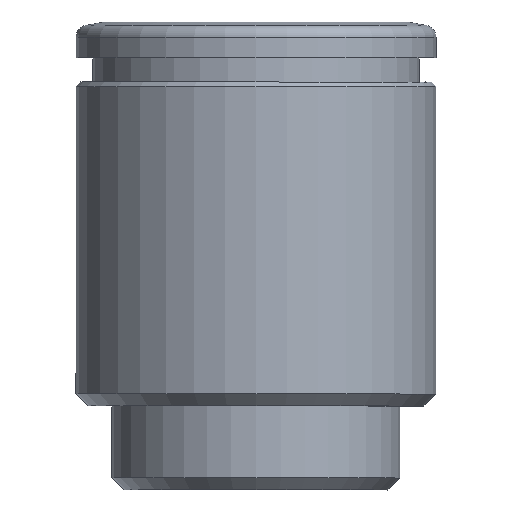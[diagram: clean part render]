
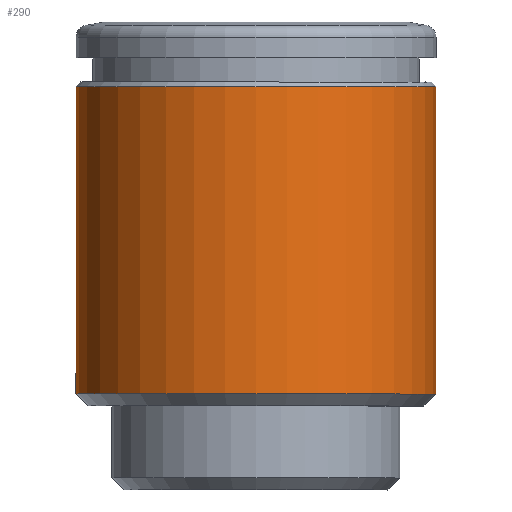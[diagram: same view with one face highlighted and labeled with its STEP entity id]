
A CAD part, front view. The second image highlights one B-rep face of the part: STEP entity #290.
In plain terms, the highlighted cylindrical face has radius 7.5 mm (diameter 15 mm), a full revolution.
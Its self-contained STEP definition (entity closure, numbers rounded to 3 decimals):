
#18=CYLINDRICAL_SURFACE('',#324,7.5);
#39=FACE_BOUND('',#96,.T.);
#65=FACE_OUTER_BOUND('',#95,.T.);
#95=EDGE_LOOP('',(#230));
#96=EDGE_LOOP('',(#231));
#147=CIRCLE('',#323,7.5);
#148=CIRCLE('',#325,7.5);
#174=VERTEX_POINT('',#493);
#175=VERTEX_POINT('',#496);
#201=EDGE_CURVE('',#174,#174,#147,.T.);
#202=EDGE_CURVE('',#175,#175,#148,.T.);
#230=ORIENTED_EDGE('',*,*,#202,.T.);
#231=ORIENTED_EDGE('',*,*,#201,.F.);
#290=ADVANCED_FACE('',(#65,#39),#18,.T.);
#323=AXIS2_PLACEMENT_3D('',#494,#384,#385);
#324=AXIS2_PLACEMENT_3D('',#495,#386,#387);
#325=AXIS2_PLACEMENT_3D('',#497,#388,#389);
#384=DIRECTION('center_axis',(0.,0.,1.));
#385=DIRECTION('ref_axis',(1.,0.,0.));
#386=DIRECTION('center_axis',(0.,0.,1.));
#387=DIRECTION('ref_axis',(1.,0.,0.));
#388=DIRECTION('center_axis',(0.,0.,1.));
#389=DIRECTION('ref_axis',(1.,0.,0.));
#493=CARTESIAN_POINT('',(19.419,12.13,22.761));
#494=CARTESIAN_POINT('Origin',(11.919,12.13,22.761));
#495=CARTESIAN_POINT('Origin',(11.919,12.13,9.961));
#496=CARTESIAN_POINT('',(19.419,12.13,9.961));
#497=CARTESIAN_POINT('Origin',(11.919,12.13,9.961));
